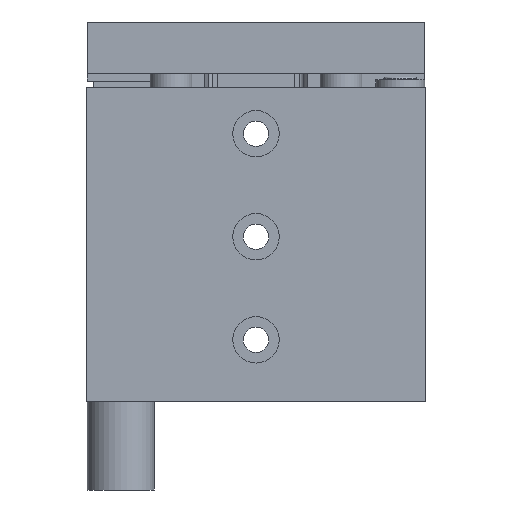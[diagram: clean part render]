
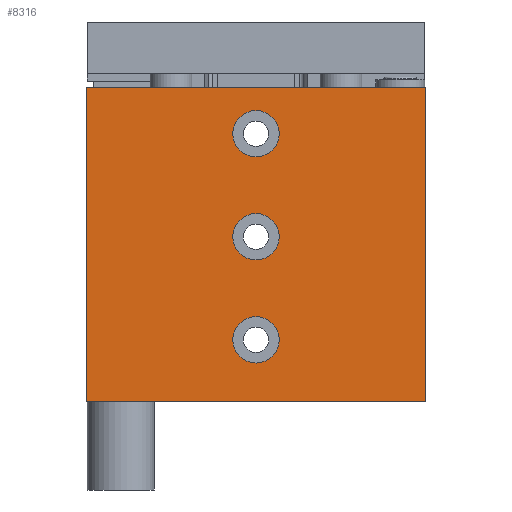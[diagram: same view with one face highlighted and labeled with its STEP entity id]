
A CAD part, front view. The second image highlights one B-rep face of the part: STEP entity #8316.
In plain terms, the highlighted planar face has unit normal (0, -1, 0).
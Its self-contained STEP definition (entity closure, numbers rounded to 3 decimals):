
#133=LINE('',#12145,#627);
#167=LINE('',#12221,#661);
#195=LINE('',#12329,#689);
#196=LINE('',#12337,#690);
#627=VECTOR('',#9773,1000.);
#661=VECTOR('',#9825,1000.);
#689=VECTOR('',#9905,1000.);
#690=VECTOR('',#9914,1000.);
#1112=PLANE('',#8837);
#1448=ORIENTED_EDGE('',*,*,#3381,.F.);
#1449=ORIENTED_EDGE('',*,*,#3382,.F.);
#1450=ORIENTED_EDGE('',*,*,#3383,.F.);
#1451=ORIENTED_EDGE('',*,*,#3292,.F.);
#1452=ORIENTED_EDGE('',*,*,#3380,.F.);
#1453=ORIENTED_EDGE('',*,*,#3330,.T.);
#1454=ORIENTED_EDGE('',*,*,#3384,.T.);
#3292=EDGE_CURVE('',#4265,#4266,#133,.T.);
#3330=EDGE_CURVE('',#4299,#4298,#167,.T.);
#3380=EDGE_CURVE('',#4299,#4265,#195,.T.);
#3381=EDGE_CURVE('',#4343,#4343,#4973,.T.);
#3382=EDGE_CURVE('',#4344,#4344,#4974,.T.);
#3383=EDGE_CURVE('',#4345,#4345,#4975,.T.);
#3384=EDGE_CURVE('',#4298,#4266,#196,.T.);
#4265=VERTEX_POINT('',#12144);
#4266=VERTEX_POINT('',#12146);
#4298=VERTEX_POINT('',#12220);
#4299=VERTEX_POINT('',#12222);
#4343=VERTEX_POINT('',#12332);
#4344=VERTEX_POINT('',#12334);
#4345=VERTEX_POINT('',#12336);
#4973=CIRCLE('',#8838,4.5);
#4974=CIRCLE('',#8839,4.5);
#4975=CIRCLE('',#8840,4.5);
#5412=EDGE_LOOP('',(#1448));
#5413=EDGE_LOOP('',(#1449));
#5414=EDGE_LOOP('',(#1450));
#5415=EDGE_LOOP('',(#1451,#1452,#1453,#1454));
#6070=FACE_BOUND('',#5412,.T.);
#6071=FACE_BOUND('',#5413,.T.);
#6072=FACE_BOUND('',#5414,.T.);
#6073=FACE_BOUND('',#5415,.T.);
#8316=ADVANCED_FACE('',(#6070,#6071,#6072,#6073),#1112,.T.);
#8837=AXIS2_PLACEMENT_3D('',#12330,#9906,#9907);
#8838=AXIS2_PLACEMENT_3D('',#12331,#9908,#9909);
#8839=AXIS2_PLACEMENT_3D('',#12333,#9910,#9911);
#8840=AXIS2_PLACEMENT_3D('',#12335,#9912,#9913);
#9773=DIRECTION('',(1.,0.,0.));
#9825=DIRECTION('',(1.,0.,0.));
#9905=DIRECTION('',(0.,0.,1.));
#9906=DIRECTION('',(0.,-1.,0.));
#9907=DIRECTION('',(0.,0.,-1.));
#9908=DIRECTION('',(0.,-1.,0.));
#9909=DIRECTION('',(0.,0.,-1.));
#9910=DIRECTION('',(0.,-1.,0.));
#9911=DIRECTION('',(0.,0.,-1.));
#9912=DIRECTION('',(0.,-1.,0.));
#9913=DIRECTION('',(0.,0.,-1.));
#9914=DIRECTION('',(0.,0.,1.));
#12144=CARTESIAN_POINT('',(-33.,0.,0.));
#12145=CARTESIAN_POINT('',(-33.,0.,0.));
#12146=CARTESIAN_POINT('',(33.,0.,0.));
#12220=CARTESIAN_POINT('',(33.,0.,-61.));
#12221=CARTESIAN_POINT('',(-33.,0.,-61.));
#12222=CARTESIAN_POINT('',(-33.,0.,-61.));
#12329=CARTESIAN_POINT('',(-33.,0.,-61.));
#12330=CARTESIAN_POINT('',(-33.,0.,-61.));
#12331=CARTESIAN_POINT('',(0.,0.,-29.));
#12332=CARTESIAN_POINT('',(0.,0.,-33.5));
#12333=CARTESIAN_POINT('',(0.,0.,-49.));
#12334=CARTESIAN_POINT('',(0.,0.,-53.5));
#12335=CARTESIAN_POINT('',(0.,0.,-9.));
#12336=CARTESIAN_POINT('',(0.,0.,-13.5));
#12337=CARTESIAN_POINT('',(33.,0.,-61.));
